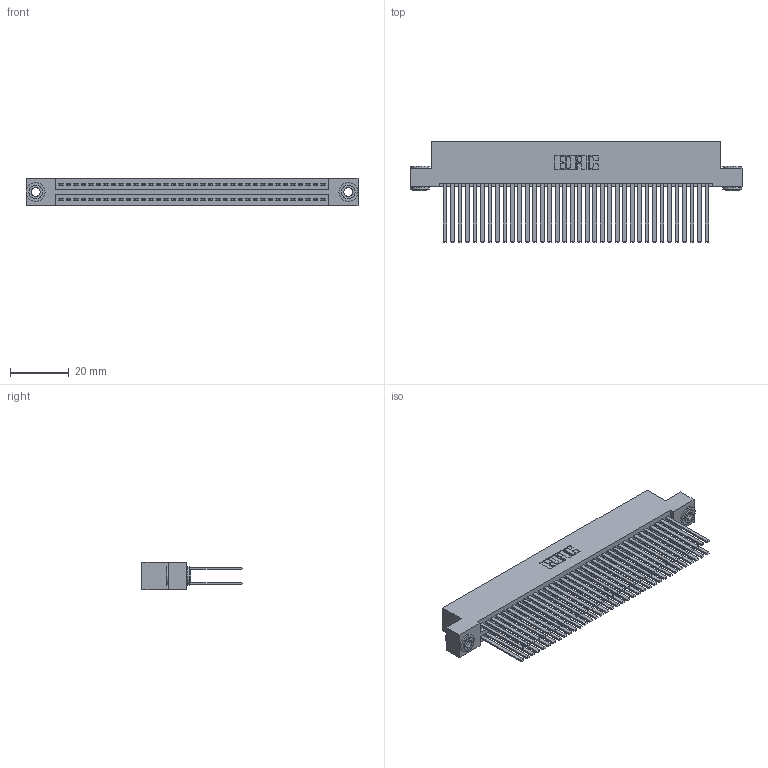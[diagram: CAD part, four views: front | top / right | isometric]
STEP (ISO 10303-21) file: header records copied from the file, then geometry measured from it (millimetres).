
FILE_DESCRIPTION (( 'STEP AP203' ), '1' );
FILE_NAME ('345-072-544-203.STEP', '2019-10-31T03:58:39', ( '' ), ( '' ), 'SwSTEP 2.0', 'SolidWorks 2016', '' );
FILE_SCHEMA (( 'CONFIG_CONTROL_DESIGN' ));
Length unit declared in the file: inch
Products named in the file (4): 345 Part_Flush Mounting Lugs - 0.156 Dia-TH; 345-292-001_345-293-144; 345-250-002_345-250-002-102; 345-072-544-203
Assembly tree (75 placements, depth 2):
  345-072-544-203
    345 Part_Flush Mounting Lugs - 0.156 Dia-TH
    345-292-001_345-293-144  x72
    345-250-002_345-250-002-102  x2
Bounding box: 112.65 x 33.96 x 9.4 mm (x, y, z)
Volume: 11915.8 mm3; surface area: 20660.5 mm2
Topology: 75 solids, 75 shells, 3332 faces, 9849 edges, 6466 vertices
Faces by surface type: plane 2178, cylinder 1146, cone 8
Entity records: 29520 total; most frequent: CARTESIAN_POINT 4927, ORIENTED_EDGE 4854, DIRECTION 4381, EDGE_CURVE 2427, VECTOR 2131, LINE 2131, VERTEX_POINT 1614, AXIS2_PLACEMENT_3D 1125
